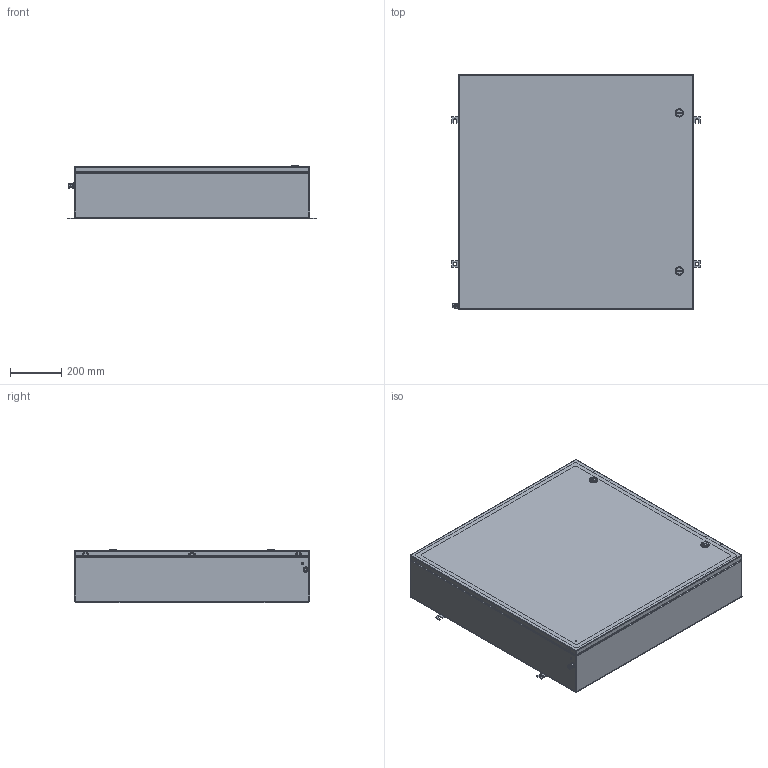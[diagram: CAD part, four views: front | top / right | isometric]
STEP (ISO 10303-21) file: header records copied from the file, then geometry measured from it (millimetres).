
FILE_DESCRIPTION(('CATIA V5 STEP Exchange','CAx-IF Rec.Pracs.--- Model Styling and Organization---1.4--- 2014-01-23'),'2;1');
FILE_NAME ('1530574-3_0_8000109929_8000109929_KTB_QL_919120_S4E0_LD.stp','2023-05-03T06:20:42+00:00',('none'),('Weidmueller'),'CATIA Version 5-6 Release 2016 SP3 HF44','CATIA V5 STEP AP214','none');
FILE_SCHEMA(('AUTOMOTIVE_DESIGN { 1 0 10303 214 1 1 1 1 }'));
Length unit declared in the file: millimetre
Products named in the file (1): 8000109929 KTB QL 919120 S4E0
Bounding box: 965 x 914 x 209.8 mm (x, y, z)
Volume: 4079792.7 mm3; surface area: 5292991.9 mm2
Topology: 55 solids, 57 shells, 1241 faces, 3000 edges, 1892 vertices
Faces by surface type: plane 557, cylinder 528, cone 104, bspline 28, torus 16, sphere 8
Entity records: 39253 total; most frequent: CARTESIAN_POINT 11594, ORIENTED_EDGE 5904, DIRECTION 4884, EDGE_CURVE 2952, AXIS2_PLACEMENT_3D 1987, VERTEX_POINT 1892, VECTOR 1692, LINE 1692
